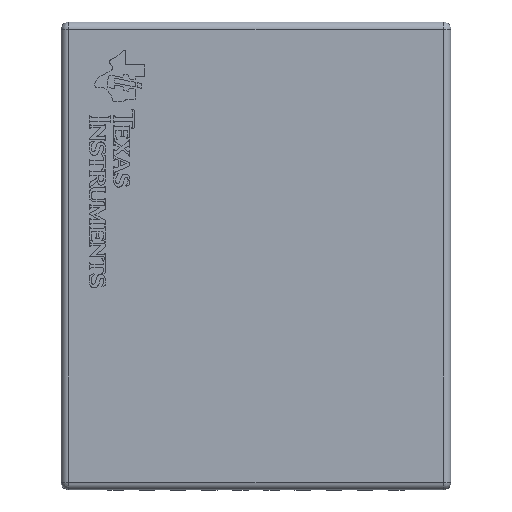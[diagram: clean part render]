
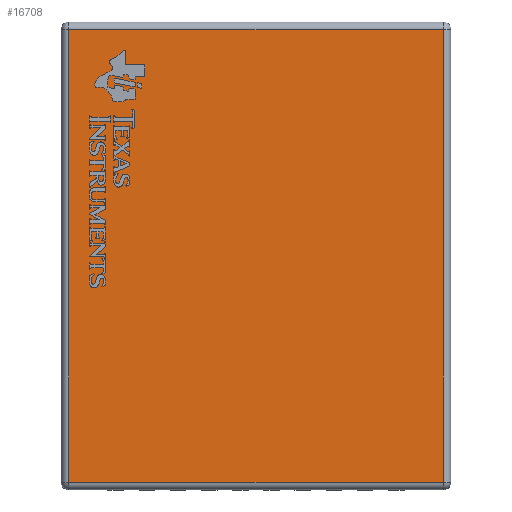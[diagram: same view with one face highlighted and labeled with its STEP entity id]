
A CAD part, top view. The second image highlights one B-rep face of the part: STEP entity #16708.
In plain terms, the highlighted face is planar.
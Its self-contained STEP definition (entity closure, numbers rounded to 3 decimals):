
#720=PLANE('',#17759);
#1418=FACE_OUTER_BOUND('',#2388,.T.);
#2388=EDGE_LOOP('',(#11730,#11731,#11732,#11733));
#3354=LINE('',#22805,#5283);
#3356=LINE('',#22813,#5285);
#3358=LINE('',#22823,#5287);
#3360=LINE('',#22832,#5289);
#5283=VECTOR('',#18786,5.8);
#5285=VECTOR('',#18794,4.8);
#5287=VECTOR('',#18806,5.8);
#5289=VECTOR('',#18818,4.8);
#7443=VERTEX_POINT('',#22798);
#7446=VERTEX_POINT('',#22803);
#7447=VERTEX_POINT('',#22807);
#7450=VERTEX_POINT('',#22817);
#9104=EDGE_CURVE('',#7446,#7443,#3354,.T.);
#9108=EDGE_CURVE('',#7443,#7447,#3356,.T.);
#9113=EDGE_CURVE('',#7447,#7450,#3358,.T.);
#9118=EDGE_CURVE('',#7450,#7446,#3360,.T.);
#11730=ORIENTED_EDGE('',*,*,#9104,.F.);
#11731=ORIENTED_EDGE('',*,*,#9118,.F.);
#11732=ORIENTED_EDGE('',*,*,#9113,.F.);
#11733=ORIENTED_EDGE('',*,*,#9108,.F.);
#16708=ADVANCED_FACE('',(#1418),#720,.T.);
#17759=AXIS2_PLACEMENT_3D('',#23039,#18938,#18939);
#18786=DIRECTION('',(0.,0.,-1.));
#18794=DIRECTION('',(1.,0.,0.));
#18806=DIRECTION('',(0.,0.,1.));
#18818=DIRECTION('',(-1.,0.,0.));
#18938=DIRECTION('center_axis',(0.,1.,0.));
#18939=DIRECTION('ref_axis',(1.,0.,0.));
#22798=CARTESIAN_POINT('',(-2.4,0.975,-2.9));
#22803=CARTESIAN_POINT('',(-2.4,0.975,2.9));
#22805=CARTESIAN_POINT('',(-2.4,0.975,-1.5));
#22807=CARTESIAN_POINT('',(2.4,0.975,-2.9));
#22813=CARTESIAN_POINT('',(1.25,0.975,-2.9));
#22817=CARTESIAN_POINT('',(2.4,0.975,2.9));
#22823=CARTESIAN_POINT('',(2.4,0.975,1.5));
#22832=CARTESIAN_POINT('',(-1.25,0.975,2.9));
#23039=CARTESIAN_POINT('Origin',(0.,0.975,0.));
